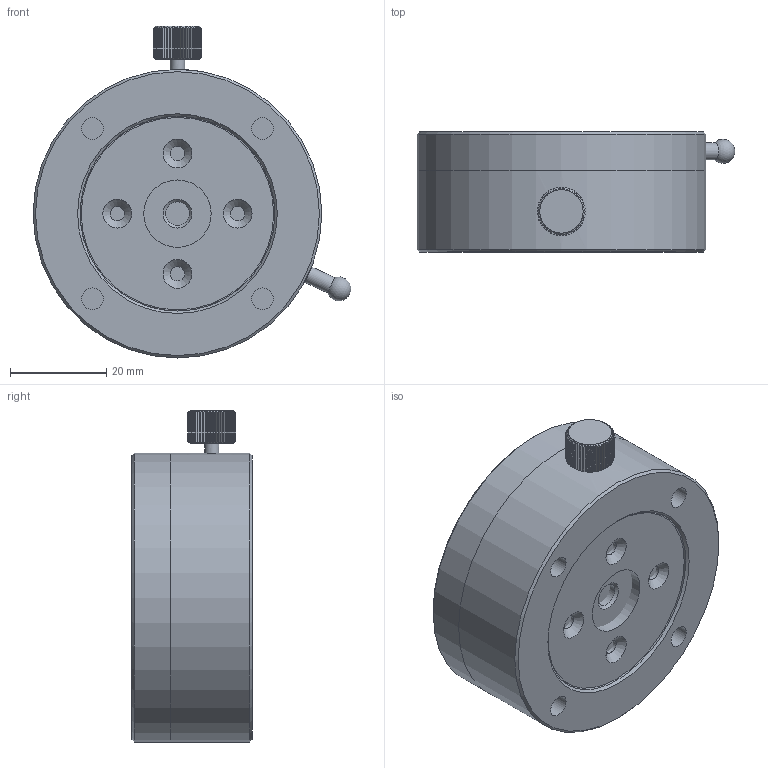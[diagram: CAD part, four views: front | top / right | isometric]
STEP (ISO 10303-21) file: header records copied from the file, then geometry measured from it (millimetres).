
FILE_DESCRIPTION (( 'STEP AP203' ), '1' );
FILE_NAME ('528975.STEP', '2024-11-12T08:25:17', ( 'Windows User' ), ( 'P R C' ), 'SwSTEP 2.0', 'SolidWorks 2020', '' );
FILE_SCHEMA (( 'CONFIG_CONTROL_DESIGN' ));
Length unit declared in the file: millimetre
Products named in the file (1): 528975
Bounding box: 66.05 x 25 x 69 mm (x, y, z)
Volume: 77739.2 mm3; surface area: 23088.2 mm2
Topology: 2 solids, 2 shells, 371 faces, 828 edges, 478 vertices
Faces by surface type: cone 152, plane 121, cylinder 97, sphere 1
Full cylindrical faces by diameter (mm): 2.013 x4, 2.5 x1, 3 x5, 3.242 x14, 3.5 x1, 4.5 x4, 4.917 x1, 4.918 x1, 7.5 x8, 14 x1, 33 x1, 35 x2, 40 x1, 40.5 x1, 60 x2
Entity records: 9521 total; most frequent: CARTESIAN_POINT 2158, DIRECTION 1544, ORIENTED_EDGE 1354, AXIS2_PLACEMENT_3D 697, EDGE_CURVE 677, EDGE_LOOP 506, VERTEX_POINT 427, FACE_OUTER_BOUND 417
